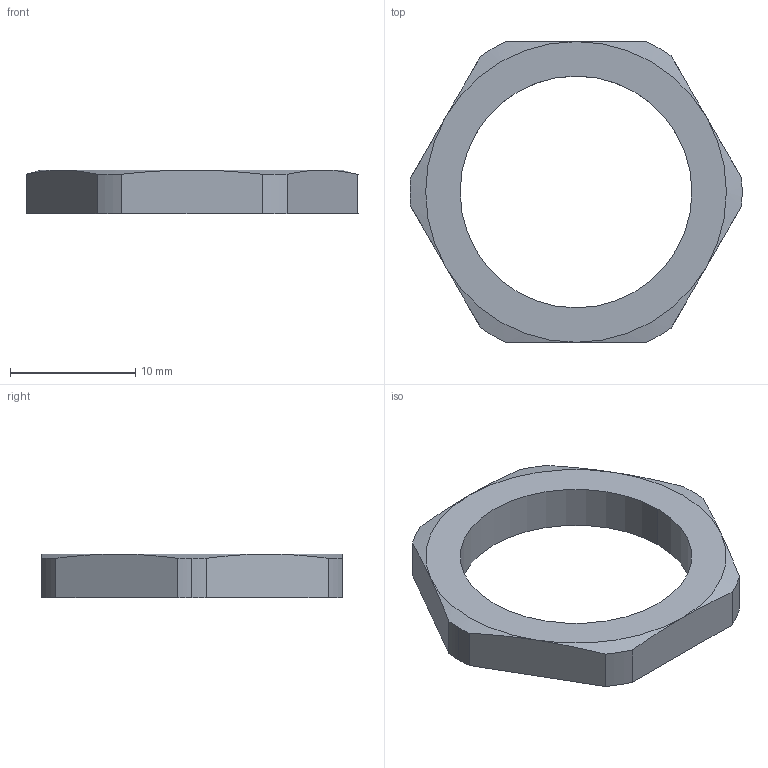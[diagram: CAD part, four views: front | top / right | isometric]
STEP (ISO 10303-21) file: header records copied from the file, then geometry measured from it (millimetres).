
FILE_DESCRIPTION (( 'STEP AP203' ), '1' );
FILE_NAME ('BMBL-03.step', '2016-02-11T13:25:23', ( '' ), ( '' ), 'SwSTEP 2.0', 'SolidWorks 2015', '' );
FILE_SCHEMA (( 'CONFIG_CONTROL_DESIGN' ));
Length unit declared in the file: millimetre
Products named in the file (1): BMBL-03
Bounding box: 26.49 x 24 x 3.5 mm (x, y, z)
Volume: 785.5 mm3; surface area: 928.3 mm2
Topology: 1 solids, 1 shells, 23 faces, 57 edges, 36 vertices
Faces by surface type: cylinder 9, plane 8, cone 6
Entity records: 784 total; most frequent: CARTESIAN_POINT 157, DIRECTION 117, ORIENTED_EDGE 114, EDGE_CURVE 57, AXIS2_PLACEMENT_3D 48, VERTEX_POINT 36, EDGE_LOOP 25, CIRCLE 24
